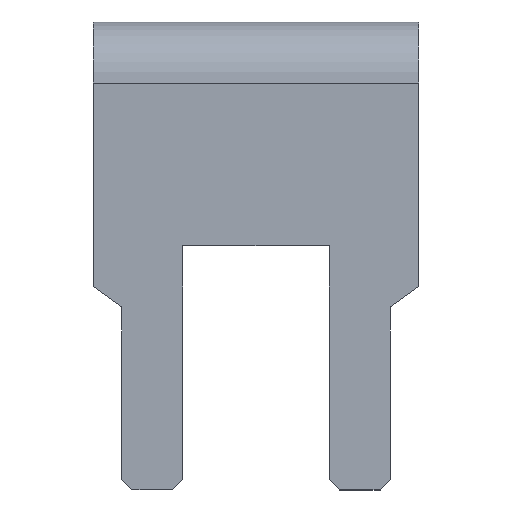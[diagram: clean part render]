
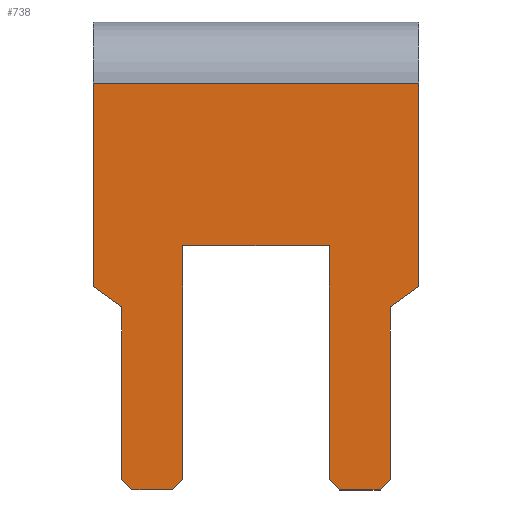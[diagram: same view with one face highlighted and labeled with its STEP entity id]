
A CAD part, left-side view. The second image highlights one B-rep face of the part: STEP entity #738.
In plain terms, the highlighted planar face has unit normal (-1, 0, 0).
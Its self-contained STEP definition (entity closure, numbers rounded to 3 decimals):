
#5 = VECTOR ( 'NONE', #398, 1000. ) ;
#67 = CARTESIAN_POINT ( 'NONE',  ( -8., 6.05, -10.75 ) ) ;
#75 = CARTESIAN_POINT ( 'NONE',  ( -8., 4., -10.75 ) ) ;
#76 = VECTOR ( 'NONE', #278, 1000. ) ;
#140 = DIRECTION ( 'NONE',  ( 0., 0., 1. ) ) ;
#141 = ORIENTED_EDGE ( 'NONE', *, *, #882, .T. ) ;
#177 = DIRECTION ( 'NONE',  ( -1., 0., 0. ) ) ;
#193 = ORIENTED_EDGE ( 'NONE', *, *, #724, .T. ) ;
#195 = VECTOR ( 'NONE', #1456, 1000. ) ;
#234 = EDGE_CURVE ( 'NONE', #1047, #453, #2171, .T. ) ;
#278 = DIRECTION ( 'NONE',  ( 0., -0.707, 0.707 ) ) ;
#300 = VERTEX_POINT ( 'NONE', #654 ) ;
#303 = VECTOR ( 'NONE', #1756, 1000. ) ;
#306 = LINE ( 'NONE', #2215, #1382 ) ;
#330 = DIRECTION ( 'NONE',  ( 0., -1., 0. ) ) ;
#339 = VECTOR ( 'NONE', #1022, 1000. ) ;
#342 = CARTESIAN_POINT ( 'NONE',  ( -8., 0., -0.75 ) ) ;
#354 = LINE ( 'NONE', #951, #1702 ) ;
#379 = CARTESIAN_POINT ( 'NONE',  ( -8., 0.95, -10.75 ) ) ;
#381 = ORIENTED_EDGE ( 'NONE', *, *, #1408, .T. ) ;
#382 = CARTESIAN_POINT ( 'NONE',  ( -8., 7.3, -10.5 ) ) ;
#384 = ORIENTED_EDGE ( 'NONE', *, *, #2010, .T. ) ;
#398 = DIRECTION ( 'NONE',  ( 0., -0.707, -0.707 ) ) ;
#408 = VECTOR ( 'NONE', #1647, 1000. ) ;
#409 = EDGE_CURVE ( 'NONE', #1542, #300, #938, .T. ) ;
#439 = FACE_OUTER_BOUND ( 'NONE', #1431, .T. ) ;
#453 = VERTEX_POINT ( 'NONE', #1866 ) ;
#468 = DIRECTION ( 'NONE',  ( 0., -0.707, -0.707 ) ) ;
#483 = EDGE_CURVE ( 'NONE', #2073, #1542, #1726, .T. ) ;
#505 = VECTOR ( 'NONE', #1058, 1000. ) ;
#559 = CARTESIAN_POINT ( 'NONE',  ( -8., 0.7, -10.5 ) ) ;
#579 = LINE ( 'NONE', #75, #934 ) ;
#581 = VERTEX_POINT ( 'NONE', #1407 ) ;
#590 = LINE ( 'NONE', #1109, #408 ) ;
#610 = CARTESIAN_POINT ( 'NONE',  ( -8., 7.3, -4.902 ) ) ;
#615 = CARTESIAN_POINT ( 'NONE',  ( -8., 0.95, -10.75 ) ) ;
#644 = VECTOR ( 'NONE', #1621, 1000. ) ;
#654 = CARTESIAN_POINT ( 'NONE',  ( -8., 2.2, -4.75 ) ) ;
#691 = LINE ( 'NONE', #1605, #303 ) ;
#697 = EDGE_CURVE ( 'NONE', #2005, #1814, #1836, .T. ) ;
#724 = EDGE_CURVE ( 'NONE', #1814, #887, #1134, .T. ) ;
#729 = EDGE_CURVE ( 'NONE', #887, #1591, #590, .T. ) ;
#730 = CARTESIAN_POINT ( 'NONE',  ( -8., 2.2, -10.5 ) ) ;
#736 = ORIENTED_EDGE ( 'NONE', *, *, #2231, .F. ) ;
#738 = ADVANCED_FACE ( 'NONE', ( #439 ), #1462, .T. ) ;
#758 = CARTESIAN_POINT ( 'NONE',  ( -8., 0.7, -4.902 ) ) ;
#764 = DIRECTION ( 'NONE',  ( 0., -0.707, 0.707 ) ) ;
#767 = CARTESIAN_POINT ( 'NONE',  ( -8., 5.8, -10.5 ) ) ;
#773 = LINE ( 'NONE', #67, #959 ) ;
#815 = CARTESIAN_POINT ( 'NONE',  ( -8., 1.95, -10.75 ) ) ;
#882 = EDGE_CURVE ( 'NONE', #453, #1365, #1231, .T. ) ;
#887 = VERTEX_POINT ( 'NONE', #1735 ) ;
#910 = CARTESIAN_POINT ( 'NONE',  ( -8., 8., -0.75 ) ) ;
#934 = VECTOR ( 'NONE', #1991, 1000. ) ;
#938 = LINE ( 'NONE', #1983, #195 ) ;
#951 = CARTESIAN_POINT ( 'NONE',  ( -8., 0., -4.902 ) ) ;
#958 = EDGE_CURVE ( 'NONE', #581, #1047, #691, .T. ) ;
#959 = VECTOR ( 'NONE', #764, 1000. ) ;
#960 = ORIENTED_EDGE ( 'NONE', *, *, #1276, .T. ) ;
#1021 = ORIENTED_EDGE ( 'NONE', *, *, #234, .T. ) ;
#1022 = DIRECTION ( 'NONE',  ( 0., 0., 1. ) ) ;
#1047 = VERTEX_POINT ( 'NONE', #1623 ) ;
#1058 = DIRECTION ( 'NONE',  ( 0., 0., -1. ) ) ;
#1069 = ORIENTED_EDGE ( 'NONE', *, *, #409, .T. ) ;
#1073 = EDGE_CURVE ( 'NONE', #1365, #1582, #579, .T. ) ;
#1099 = ORIENTED_EDGE ( 'NONE', *, *, #1576, .T. ) ;
#1109 = CARTESIAN_POINT ( 'NONE',  ( -8., 0.7, -6.25 ) ) ;
#1121 = DIRECTION ( 'NONE',  ( 0., 0., 1. ) ) ;
#1134 = LINE ( 'NONE', #758, #1818 ) ;
#1141 = CARTESIAN_POINT ( 'NONE',  ( -8., 2.2, -10.5 ) ) ;
#1149 = VECTOR ( 'NONE', #1487, 1000. ) ;
#1177 = LINE ( 'NONE', #342, #1530 ) ;
#1180 = DIRECTION ( 'NONE',  ( 0., 0., 1. ) ) ;
#1227 = LINE ( 'NONE', #1762, #505 ) ;
#1231 = LINE ( 'NONE', #382, #5 ) ;
#1272 = CARTESIAN_POINT ( 'NONE',  ( -8., 6.05, -10.75 ) ) ;
#1276 = EDGE_CURVE ( 'NONE', #1803, #2186, #2219, .T. ) ;
#1305 = ORIENTED_EDGE ( 'NONE', *, *, #1073, .T. ) ;
#1355 = ORIENTED_EDGE ( 'NONE', *, *, #2084, .T. ) ;
#1365 = VERTEX_POINT ( 'NONE', #1509 ) ;
#1377 = ORIENTED_EDGE ( 'NONE', *, *, #729, .T. ) ;
#1382 = VECTOR ( 'NONE', #1870, 1000. ) ;
#1407 = CARTESIAN_POINT ( 'NONE',  ( -8., 8., -5.75 ) ) ;
#1408 = EDGE_CURVE ( 'NONE', #2085, #581, #306, .T. ) ;
#1428 = ORIENTED_EDGE ( 'NONE', *, *, #697, .T. ) ;
#1431 = EDGE_LOOP ( 'NONE', ( #141, #1305, #1099, #1671, #1069, #384, #960, #1355, #1428, #193, #1377, #2075, #736, #381, #1941, #1021 ) ) ;
#1456 = DIRECTION ( 'NONE',  ( 0., -1., 0. ) ) ;
#1460 = LINE ( 'NONE', #2145, #1149 ) ;
#1462 = PLANE ( 'NONE',  #2097 ) ;
#1465 = CARTESIAN_POINT ( 'NONE',  ( -8., 5.8, -4.75 ) ) ;
#1487 = DIRECTION ( 'NONE',  ( 0., -1., 0. ) ) ;
#1509 = CARTESIAN_POINT ( 'NONE',  ( -8., 7.05, -10.75 ) ) ;
#1530 = VECTOR ( 'NONE', #330, 1000. ) ;
#1542 = VERTEX_POINT ( 'NONE', #1465 ) ;
#1550 = CARTESIAN_POINT ( 'NONE',  ( -8., 4., -4.902 ) ) ;
#1576 = EDGE_CURVE ( 'NONE', #1582, #2073, #773, .T. ) ;
#1582 = VERTEX_POINT ( 'NONE', #1272 ) ;
#1591 = VERTEX_POINT ( 'NONE', #1876 ) ;
#1605 = CARTESIAN_POINT ( 'NONE',  ( -8., 8., -5.75 ) ) ;
#1621 = DIRECTION ( 'NONE',  ( 0., 0., -1. ) ) ;
#1623 = CARTESIAN_POINT ( 'NONE',  ( -8., 7.3, -6.25 ) ) ;
#1647 = DIRECTION ( 'NONE',  ( 0., -0.814, 0.581 ) ) ;
#1671 = ORIENTED_EDGE ( 'NONE', *, *, #483, .T. ) ;
#1676 = VECTOR ( 'NONE', #468, 1000. ) ;
#1702 = VECTOR ( 'NONE', #140, 1000. ) ;
#1726 = LINE ( 'NONE', #2066, #339 ) ;
#1735 = CARTESIAN_POINT ( 'NONE',  ( -8., 0.7, -6.25 ) ) ;
#1756 = DIRECTION ( 'NONE',  ( 0., -0.814, -0.581 ) ) ;
#1762 = CARTESIAN_POINT ( 'NONE',  ( -8., 2.2, -4.902 ) ) ;
#1801 = VERTEX_POINT ( 'NONE', #1971 ) ;
#1803 = VERTEX_POINT ( 'NONE', #730 ) ;
#1814 = VERTEX_POINT ( 'NONE', #559 ) ;
#1818 = VECTOR ( 'NONE', #1121, 1000. ) ;
#1836 = LINE ( 'NONE', #615, #76 ) ;
#1865 = EDGE_CURVE ( 'NONE', #1591, #1801, #354, .T. ) ;
#1866 = CARTESIAN_POINT ( 'NONE',  ( -8., 7.3, -10.5 ) ) ;
#1870 = DIRECTION ( 'NONE',  ( 0., 0., -1. ) ) ;
#1876 = CARTESIAN_POINT ( 'NONE',  ( -8., 0., -5.75 ) ) ;
#1941 = ORIENTED_EDGE ( 'NONE', *, *, #958, .T. ) ;
#1971 = CARTESIAN_POINT ( 'NONE',  ( -8., 0., -0.75 ) ) ;
#1983 = CARTESIAN_POINT ( 'NONE',  ( -8., 4., -4.75 ) ) ;
#1991 = DIRECTION ( 'NONE',  ( 0., -1., 0. ) ) ;
#2005 = VERTEX_POINT ( 'NONE', #379 ) ;
#2010 = EDGE_CURVE ( 'NONE', #300, #1803, #1227, .T. ) ;
#2066 = CARTESIAN_POINT ( 'NONE',  ( -8., 5.8, -4.902 ) ) ;
#2073 = VERTEX_POINT ( 'NONE', #767 ) ;
#2075 = ORIENTED_EDGE ( 'NONE', *, *, #1865, .T. ) ;
#2084 = EDGE_CURVE ( 'NONE', #2186, #2005, #1460, .T. ) ;
#2085 = VERTEX_POINT ( 'NONE', #910 ) ;
#2097 = AXIS2_PLACEMENT_3D ( 'NONE', #1550, #177, #1180 ) ;
#2145 = CARTESIAN_POINT ( 'NONE',  ( -8., 4., -10.75 ) ) ;
#2171 = LINE ( 'NONE', #610, #644 ) ;
#2186 = VERTEX_POINT ( 'NONE', #815 ) ;
#2215 = CARTESIAN_POINT ( 'NONE',  ( -8., 8., -4.902 ) ) ;
#2219 = LINE ( 'NONE', #1141, #1676 ) ;
#2231 = EDGE_CURVE ( 'NONE', #2085, #1801, #1177, .T. ) ;
